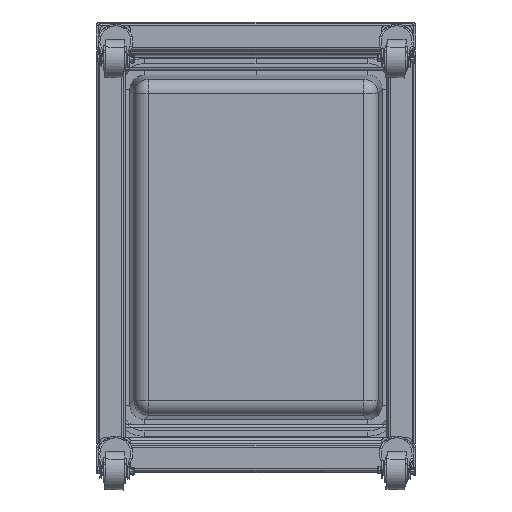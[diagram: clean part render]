
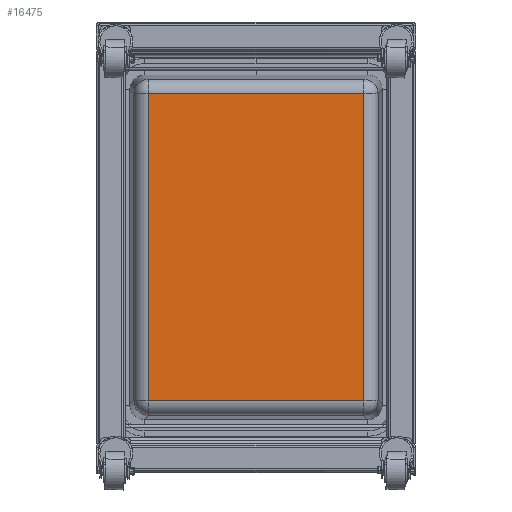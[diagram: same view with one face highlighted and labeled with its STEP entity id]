
A CAD part, front view. The second image highlights one B-rep face of the part: STEP entity #16475.
In plain terms, the highlighted planar face has unit normal (0, -1, 0).
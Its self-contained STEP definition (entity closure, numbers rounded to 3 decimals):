
#358 = DIRECTION ( 'NONE',  ( -1., 0., 0. ) ) ;
#1566 = FACE_OUTER_BOUND ( 'NONE', #20083, .T. ) ;
#2132 = DIRECTION ( 'NONE',  ( 0., 0., -1. ) ) ;
#3442 = DIRECTION ( 'NONE',  ( 1., 0., 0. ) ) ;
#5462 = VERTEX_POINT ( 'NONE', #27341 ) ;
#6278 = CARTESIAN_POINT ( 'NONE',  ( 125.46, -105., -390.975 ) ) ;
#7222 = VECTOR ( 'NONE', #2132, 1000. ) ;
#7612 = VECTOR ( 'NONE', #3442, 1000. ) ;
#8068 = DIRECTION ( 'NONE',  ( 0., 1., 0. ) ) ;
#10288 = LINE ( 'NONE', #14415, #27110 ) ;
#11228 = LINE ( 'NONE', #13647, #25384 ) ;
#13647 = CARTESIAN_POINT ( 'NONE',  ( 110.975, -105., 0. ) ) ;
#14415 = CARTESIAN_POINT ( 'NONE',  ( 0., -105., -74.025 ) ) ;
#16475 = ADVANCED_FACE ( 'NONE', ( #1566 ), #19449, .F. ) ;
#19449 = PLANE ( 'NONE',  #19520 ) ;
#19520 = AXIS2_PLACEMENT_3D ( 'NONE', #33535, #8068, #22277 ) ;
#20083 = EDGE_LOOP ( 'NONE', ( #29721, #20923, #36311, #31306 ) ) ;
#20923 = ORIENTED_EDGE ( 'NONE', *, *, #34956, .T. ) ;
#22277 = DIRECTION ( 'NONE',  ( 0., 0., 1. ) ) ;
#22647 = LINE ( 'NONE', #6278, #7612 ) ;
#23541 = VERTEX_POINT ( 'NONE', #34577 ) ;
#24877 = CARTESIAN_POINT ( 'NONE',  ( -110.975, -105., -405.46 ) ) ;
#25384 = VECTOR ( 'NONE', #30595, 1000. ) ;
#27110 = VECTOR ( 'NONE', #358, 1000. ) ;
#27341 = CARTESIAN_POINT ( 'NONE',  ( 110.975, -105., -390.975 ) ) ;
#28555 = VERTEX_POINT ( 'NONE', #32319 ) ;
#28910 = LINE ( 'NONE', #24877, #7222 ) ;
#29721 = ORIENTED_EDGE ( 'NONE', *, *, #35628, .T. ) ;
#30595 = DIRECTION ( 'NONE',  ( 0., 0., 1. ) ) ;
#31306 = ORIENTED_EDGE ( 'NONE', *, *, #34569, .T. ) ;
#31515 = CARTESIAN_POINT ( 'NONE',  ( -110.975, -105., -390.975 ) ) ;
#32319 = CARTESIAN_POINT ( 'NONE',  ( -110.975, -105., -74.025 ) ) ;
#33535 = CARTESIAN_POINT ( 'NONE',  ( 0., -105., 0. ) ) ;
#34569 = EDGE_CURVE ( 'NONE', #5462, #23541, #11228, .T. ) ;
#34577 = CARTESIAN_POINT ( 'NONE',  ( 110.975, -105., -74.025 ) ) ;
#34956 = EDGE_CURVE ( 'NONE', #28555, #35703, #28910, .T. ) ;
#35628 = EDGE_CURVE ( 'NONE', #23541, #28555, #10288, .T. ) ;
#35703 = VERTEX_POINT ( 'NONE', #31515 ) ;
#35716 = EDGE_CURVE ( 'NONE', #35703, #5462, #22647, .T. ) ;
#36311 = ORIENTED_EDGE ( 'NONE', *, *, #35716, .T. ) ;
